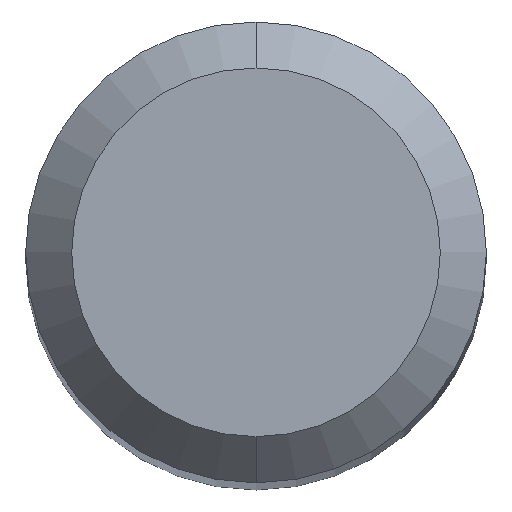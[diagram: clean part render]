
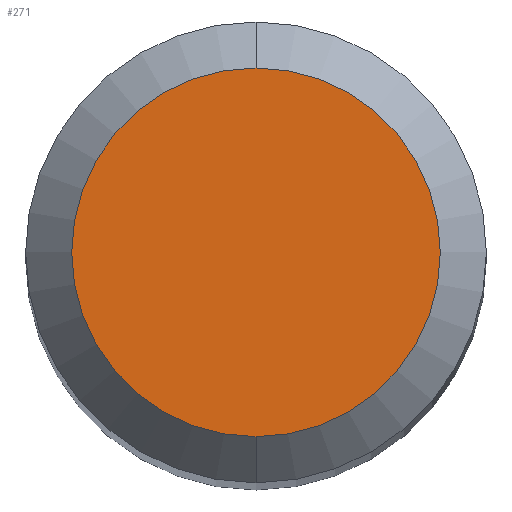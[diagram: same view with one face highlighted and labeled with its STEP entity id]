
A CAD part, top view. The second image highlights one B-rep face of the part: STEP entity #271.
In plain terms, the highlighted planar face has unit normal (0, 0, 1).
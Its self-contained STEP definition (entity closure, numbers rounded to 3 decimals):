
#271=ADVANCED_FACE('',(#590),#591,.T.);
#275=EDGE_CURVE('',#405,#287,#595,.T.);
#287=VERTEX_POINT('',#609);
#405=VERTEX_POINT('',#737);
#437=EDGE_CURVE('',#287,#405,#773,.T.);
#590=FACE_OUTER_BOUND('',#1020,.T.);
#591=PLANE('',#1021);
#595=CIRCLE('',#1026,1.2);
#609=CARTESIAN_POINT('',(0.,-1.2,0.0));
#737=CARTESIAN_POINT('',(0.0,1.2,0.0));
#773=CIRCLE('',#1405,1.2);
#1020=EDGE_LOOP('',(#1597,#1598));
#1021=AXIS2_PLACEMENT_3D('',#1599,#1600,#1601);
#1026=AXIS2_PLACEMENT_3D('',#1602,#1603,#1604);
#1405=AXIS2_PLACEMENT_3D('',#1780,#1781,#1782);
#1597=ORIENTED_EDGE('',*,*,#275,.F.);
#1598=ORIENTED_EDGE('',*,*,#437,.F.);
#1599=CARTESIAN_POINT('',(0.0,0.6,0.0));
#1600=DIRECTION('',(-0.0,0.0,1.0));
#1601=DIRECTION('',(0.0,-1.0,0.0));
#1602=CARTESIAN_POINT('',(0.0,0.0,0.0));
#1603=DIRECTION('',(0.0,0.0,-1.0));
#1604=DIRECTION('',(0.0,1.0,0.0));
#1780=CARTESIAN_POINT('',(0.0,0.0,0.0));
#1781=DIRECTION('',(0.0,0.0,-1.0));
#1782=DIRECTION('',(0.0,1.0,0.0));
